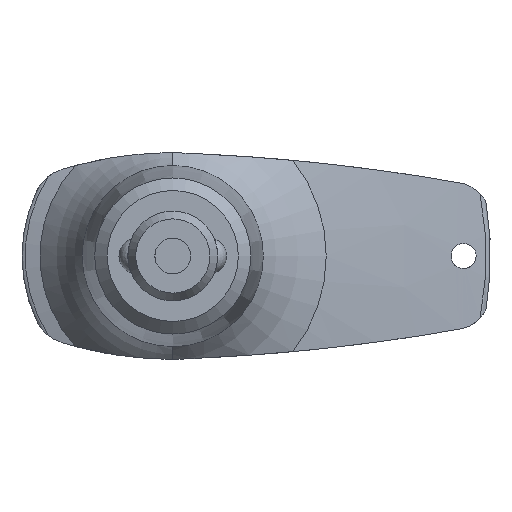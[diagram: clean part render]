
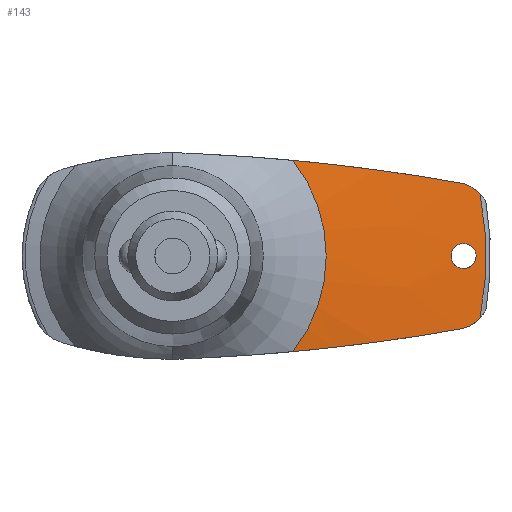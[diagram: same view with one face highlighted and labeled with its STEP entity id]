
A CAD part, front view. The second image highlights one B-rep face of the part: STEP entity #143.
In plain terms, the highlighted conical face has half-angle 78.233 degrees and reference radius 17.1 mm.
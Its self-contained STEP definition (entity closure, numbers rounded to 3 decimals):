
#143 = ADVANCED_FACE( '', ( #317, #318 ), #319, .T. );
#317 = FACE_OUTER_BOUND( '', #536, .T. );
#318 = FACE_BOUND( '', #537, .T. );
#319 = CONICAL_SURFACE( '', #538, 17.1, 1.365 );
#536 = EDGE_LOOP( '', ( #867, #868, #869, #870, #871, #872 ) );
#537 = EDGE_LOOP( '', ( #873 ) );
#538 = AXIS2_PLACEMENT_3D( '', #874, #875, #876 );
#867 = ORIENTED_EDGE( '', *, *, #1047, .F. );
#868 = ORIENTED_EDGE( '', *, *, #1159, .F. );
#869 = ORIENTED_EDGE( '', *, *, #1041, .T. );
#870 = ORIENTED_EDGE( '', *, *, #1116, .F. );
#871 = ORIENTED_EDGE( '', *, *, #1073, .F. );
#872 = ORIENTED_EDGE( '', *, *, #1160, .F. );
#873 = ORIENTED_EDGE( '', *, *, #1161, .T. );
#874 = CARTESIAN_POINT( '', ( 0., 24.2, 0. ) );
#875 = DIRECTION( '', ( 0., 1., 0. ) );
#876 = DIRECTION( '', ( 0., 0., 1. ) );
#1041 = EDGE_CURVE( '', #1204, #1208, #1210, .T. );
#1047 = EDGE_CURVE( '', #1219, #1221, #1222, .T. );
#1073 = EDGE_CURVE( '', #1265, #1266, #1267, .T. );
#1116 = EDGE_CURVE( '', #1266, #1208, #1334, .T. );
#1159 = EDGE_CURVE( '', #1204, #1219, #1393, .T. );
#1160 = EDGE_CURVE( '', #1221, #1265, #1394, .T. );
#1161 = EDGE_CURVE( '', #1395, #1395, #1396, .T. );
#1204 = VERTEX_POINT( '', #1573 );
#1208 = VERTEX_POINT( '', #1586 );
#1210 = CIRCLE( '', #1597, 34.922 );
#1219 = VERTEX_POINT( '', #1617 );
#1221 = VERTEX_POINT( '', #1620 );
#1222 = B_SPLINE_CURVE_WITH_KNOTS( '', 3, ( #1621, #1622, #1623, #1624, #1625, #1626 ), .UNSPECIFIED., .F., .F., ( 4, 2, 4 ), ( 0., 0.009, 0.019 ), .UNSPECIFIED. );
#1265 = VERTEX_POINT( '', #1716 );
#1266 = VERTEX_POINT( '', #1717 );
#1267 = B_SPLINE_CURVE_WITH_KNOTS( '', 3, ( #1718, #1719, #1720, #1721, #1722, #1723 ), .UNSPECIFIED., .F., .F., ( 4, 2, 4 ), ( 0., 0.009, 0.019 ), .UNSPECIFIED. );
#1334 = B_SPLINE_CURVE_WITH_KNOTS( '', 3, ( #1975, #1976, #1977, #1978, #1979, #1980 ), .UNSPECIFIED., .F., .F., ( 4, 2, 4 ), ( 0., 0.001, 0.003 ), .UNSPECIFIED. );
#1393 = B_SPLINE_CURVE_WITH_KNOTS( '', 3, ( #2098, #2099, #2100, #2101, #2102, #2103 ), .UNSPECIFIED., .F., .F., ( 4, 2, 4 ), ( 0., 0.001, 0.003 ), .UNSPECIFIED. );
#1394 = CIRCLE( '', #2104, 17.1 );
#1395 = VERTEX_POINT( '', #2105 );
#1396 = B_SPLINE_CURVE_WITH_KNOTS( '', 3, ( #2106, #2107, #2108, #2109, #2110, #2111, #2112, #2113, #2114, #2115, #2116, #2117, #2118, #2119, #2120, #2121, #2122, #2123, #2124, #2125, #2126, #2127, #2128, #2129, #2130, #2131, #2132, #2133, #2134, #2135, #2136, #2137, #2138, #2139, #2140, #2141, #2142, #2143, #2144, #2145, #2146, #2147, #2148, #2149, #2150, #2151, #2152, #2153 ), .UNSPECIFIED., .T., .F., ( 2, 2, 2, 2, 2, 2, 2, 2, 2, 2, 2, 2, 2, 2, 2, 2, 2, 2, 2, 2, 2, 2, 2, 2, 2, 2 ), ( -0.001, 0., 0., 0.001, 0.001, 0.001, 0.002, 0.002, 0.002, 0.003, 0.003, 0.004, 0.004, 0.004, 0.004, 0.005, 0.006, 0.006, 0.006, 0.007, 0.007, 0.007, 0.008, 0.008, 0.009, 0.009 ), .UNSPECIFIED. );
#1573 = CARTESIAN_POINT( '', ( 34.229, 27.913, -6.924 ) );
#1586 = CARTESIAN_POINT( '', ( 34.229, 27.913, 6.924 ) );
#1597 = AXIS2_PLACEMENT_3D( '', #2284, #2285, #2286 );
#1617 = CARTESIAN_POINT( '', ( 31.8, 27.477, -8.169 ) );
#1620 = CARTESIAN_POINT( '', ( 13.372, 24.2, -10.658 ) );
#1621 = CARTESIAN_POINT( '', ( 31.8, 27.477, -8.169 ) );
#1622 = CARTESIAN_POINT( '', ( 28.753, 26.891, -8.711 ) );
#1623 = CARTESIAN_POINT( '', ( 25.696, 26.313, -9.19 ) );
#1624 = CARTESIAN_POINT( '', ( 19.557, 25.203, -10.019 ) );
#1625 = CARTESIAN_POINT( '', ( 16.475, 24.668, -10.371 ) );
#1626 = CARTESIAN_POINT( '', ( 13.372, 24.2, -10.658 ) );
#1716 = CARTESIAN_POINT( '', ( 13.372, 24.2, 10.658 ) );
#1717 = CARTESIAN_POINT( '', ( 31.8, 27.477, 8.169 ) );
#1718 = CARTESIAN_POINT( '', ( 13.372, 24.2, 10.658 ) );
#1719 = CARTESIAN_POINT( '', ( 16.475, 24.668, 10.371 ) );
#1720 = CARTESIAN_POINT( '', ( 19.557, 25.203, 10.019 ) );
#1721 = CARTESIAN_POINT( '', ( 25.696, 26.313, 9.19 ) );
#1722 = CARTESIAN_POINT( '', ( 28.753, 26.891, 8.711 ) );
#1723 = CARTESIAN_POINT( '', ( 31.8, 27.477, 8.169 ) );
#1975 = CARTESIAN_POINT( '', ( 31.8, 27.477, 8.169 ) );
#1976 = CARTESIAN_POINT( '', ( 32.262, 27.568, 8.11 ) );
#1977 = CARTESIAN_POINT( '', ( 32.704, 27.65, 7.975 ) );
#1978 = CARTESIAN_POINT( '', ( 33.538, 27.799, 7.548 ) );
#1979 = CARTESIAN_POINT( '', ( 33.908, 27.861, 7.27 ) );
#1980 = CARTESIAN_POINT( '', ( 34.229, 27.913, 6.924 ) );
#2098 = CARTESIAN_POINT( '', ( 34.229, 27.913, -6.924 ) );
#2099 = CARTESIAN_POINT( '', ( 33.908, 27.861, -7.27 ) );
#2100 = CARTESIAN_POINT( '', ( 33.536, 27.798, -7.55 ) );
#2101 = CARTESIAN_POINT( '', ( 32.702, 27.649, -7.975 ) );
#2102 = CARTESIAN_POINT( '', ( 32.262, 27.568, -8.11 ) );
#2103 = CARTESIAN_POINT( '', ( 31.8, 27.477, -8.169 ) );
#2104 = AXIS2_PLACEMENT_3D( '', #2413, #2414, #2415 );
#2105 = CARTESIAN_POINT( '', ( 31.437, 27.19, -1.016 ) );
#2106 = CARTESIAN_POINT( '', ( 31.571, 27.219, -1.143 ) );
#2107 = CARTESIAN_POINT( '', ( 31.37, 27.176, -0.953 ) );
#2108 = CARTESIAN_POINT( '', ( 31.31, 27.163, -0.884 ) );
#2109 = CARTESIAN_POINT( '', ( 31.205, 27.14, -0.734 ) );
#2110 = CARTESIAN_POINT( '', ( 31.158, 27.13, -0.653 ) );
#2111 = CARTESIAN_POINT( '', ( 31.083, 27.114, -0.484 ) );
#2112 = CARTESIAN_POINT( '', ( 31.054, 27.107, -0.397 ) );
#2113 = CARTESIAN_POINT( '', ( 31.014, 27.099, -0.217 ) );
#2114 = CARTESIAN_POINT( '', ( 31.002, 27.096, -0.123 ) );
#2115 = CARTESIAN_POINT( '', ( 30.996, 27.095, 0.153 ) );
#2116 = CARTESIAN_POINT( '', ( 31.03, 27.102, 0.34 ) );
#2117 = CARTESIAN_POINT( '', ( 31.164, 27.131, 0.683 ) );
#2118 = CARTESIAN_POINT( '', ( 31.266, 27.153, 0.841 ) );
#2119 = CARTESIAN_POINT( '', ( 31.457, 27.194, 1.038 ) );
#2120 = CARTESIAN_POINT( '', ( 31.527, 27.209, 1.099 ) );
#2121 = CARTESIAN_POINT( '', ( 31.677, 27.241, 1.202 ) );
#2122 = CARTESIAN_POINT( '', ( 31.756, 27.258, 1.246 ) );
#2123 = CARTESIAN_POINT( '', ( 32.008, 27.311, 1.356 ) );
#2124 = CARTESIAN_POINT( '', ( 32.186, 27.349, 1.396 ) );
#2125 = CARTESIAN_POINT( '', ( 32.46, 27.406, 1.402 ) );
#2126 = CARTESIAN_POINT( '', ( 32.55, 27.425, 1.395 ) );
#2127 = CARTESIAN_POINT( '', ( 32.728, 27.461, 1.364 ) );
#2128 = CARTESIAN_POINT( '', ( 32.817, 27.48, 1.34 ) );
#2129 = CARTESIAN_POINT( '', ( 32.987, 27.514, 1.274 ) );
#2130 = CARTESIAN_POINT( '', ( 33.068, 27.531, 1.234 ) );
#2131 = CARTESIAN_POINT( '', ( 33.222, 27.562, 1.137 ) );
#2132 = CARTESIAN_POINT( '', ( 33.296, 27.577, 1.08 ) );
#2133 = CARTESIAN_POINT( '', ( 33.494, 27.618, 0.892 ) );
#2134 = CARTESIAN_POINT( '', ( 33.604, 27.64, 0.738 ) );
#2135 = CARTESIAN_POINT( '', ( 33.753, 27.67, 0.403 ) );
#2136 = CARTESIAN_POINT( '', ( 33.795, 27.678, 0.217 ) );
#2137 = CARTESIAN_POINT( '', ( 33.802, 27.679, -0.059 ) );
#2138 = CARTESIAN_POINT( '', ( 33.795, 27.678, -0.153 ) );
#2139 = CARTESIAN_POINT( '', ( 33.762, 27.671, -0.335 ) );
#2140 = CARTESIAN_POINT( '', ( 33.737, 27.666, -0.424 ) );
#2141 = CARTESIAN_POINT( '', ( 33.636, 27.646, -0.683 ) );
#2142 = CARTESIAN_POINT( '', ( 33.535, 27.626, -0.84 ) );
#2143 = CARTESIAN_POINT( '', ( 33.343, 27.587, -1.039 ) );
#2144 = CARTESIAN_POINT( '', ( 33.273, 27.573, -1.098 ) );
#2145 = CARTESIAN_POINT( '', ( 33.124, 27.542, -1.202 ) );
#2146 = CARTESIAN_POINT( '', ( 33.043, 27.526, -1.247 ) );
#2147 = CARTESIAN_POINT( '', ( 32.793, 27.475, -1.356 ) );
#2148 = CARTESIAN_POINT( '', ( 32.611, 27.437, -1.396 ) );
#2149 = CARTESIAN_POINT( '', ( 32.25, 27.362, -1.404 ) );
#2150 = CARTESIAN_POINT( '', ( 32.067, 27.324, -1.372 ) );
#2151 = CARTESIAN_POINT( '', ( 31.73, 27.253, -1.242 ) );
#2152 = CARTESIAN_POINT( '', ( 31.571, 27.219, -1.143 ) );
#2153 = CARTESIAN_POINT( '', ( 31.37, 27.176, -0.953 ) );
#2284 = CARTESIAN_POINT( '', ( 0., 27.913, 0. ) );
#2285 = DIRECTION( '', ( 0., -1., 0. ) );
#2286 = DIRECTION( '', ( 0., 0., -1. ) );
#2413 = CARTESIAN_POINT( '', ( 0., 24.2, 0. ) );
#2414 = DIRECTION( '', ( 0., -1., 0. ) );
#2415 = DIRECTION( '', ( 0., 0., -1. ) );
